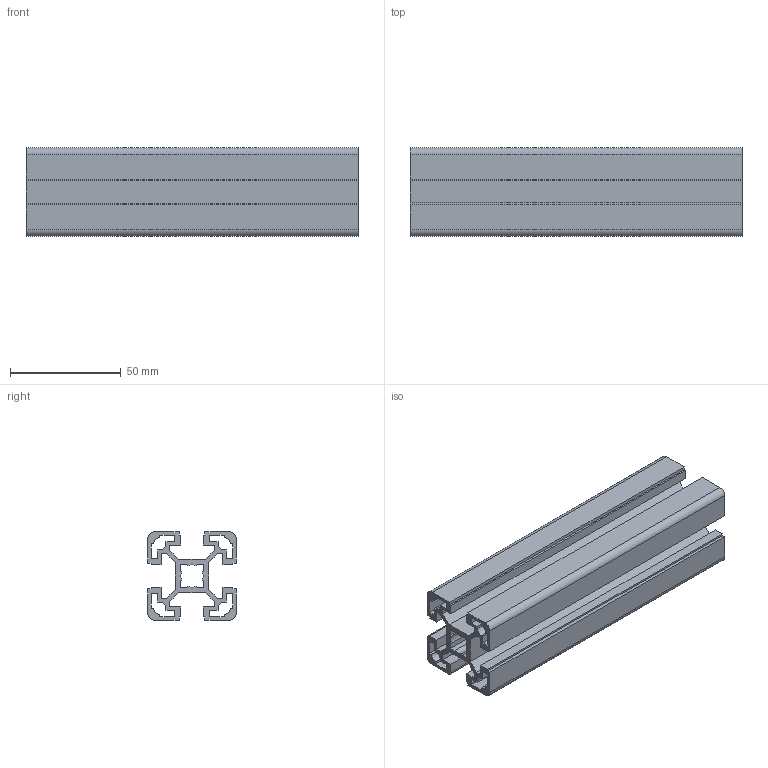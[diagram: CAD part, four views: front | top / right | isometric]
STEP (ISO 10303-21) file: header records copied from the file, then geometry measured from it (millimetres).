
FILE_DESCRIPTION(('FreeCAD Model'),'2;1');
FILE_NAME('Open CASCADE Shape Model','2024-03-19T08:18:08',(''),(''), 'Open CASCADE STEP processor 7.6','FreeCAD','Unknown');
FILE_SCHEMA(('AUTOMOTIVE_DESIGN { 1 0 10303 214 1 1 1 1 }'));
Length unit declared in the file: millimetre
Products named in the file (1): STB10-4040
Bounding box: 150 x 40 x 40 mm (x, y, z)
Volume: 83290.8 mm3; surface area: 79247 mm2
Topology: 1 solids, 1 shells, 134 faces, 396 edges, 264 vertices
Faces by surface type: plane 118, cylinder 16
Entity records: 9674 total; most frequent: CARTESIAN_POINT 1731, DIRECTION 1466, LINE 1124, VECTOR 1124, ORIENTED_EDGE 792, PCURVE 792, DEFINITIONAL_REPRESENTATION 792, EDGE_CURVE 396
